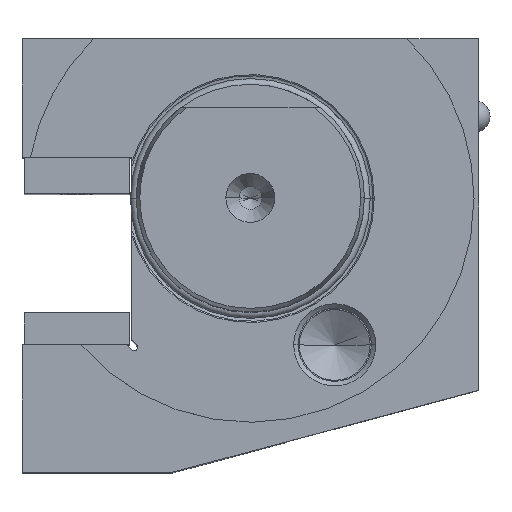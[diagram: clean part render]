
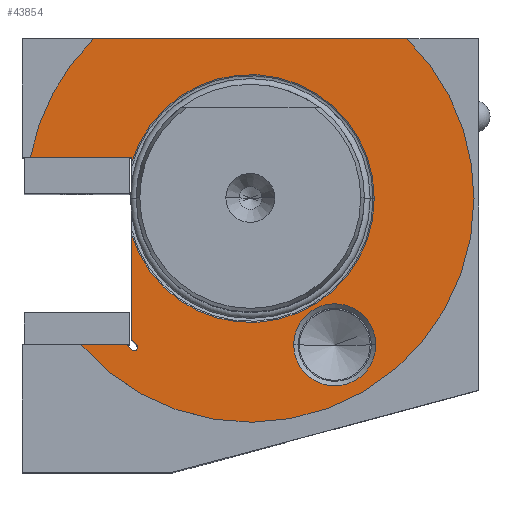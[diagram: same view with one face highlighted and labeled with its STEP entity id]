
A CAD part, top view. The second image highlights one B-rep face of the part: STEP entity #43854.
In plain terms, the highlighted planar face has unit normal (0, 0, 1).
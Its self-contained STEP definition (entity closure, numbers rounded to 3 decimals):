
#905 = LINE ( 'NONE', #62979, #908 ) ;
#908 = VECTOR ( 'NONE', #62989, 1000. ) ;
#953 = LINE ( 'NONE', #57057, #1067 ) ;
#958 = CIRCLE ( 'NONE', #9112, 0.75 ) ;
#964 = VECTOR ( 'NONE', #57119, 1000. ) ;
#987 = VECTOR ( 'NONE', #57106, 1000. ) ;
#991 = LINE ( 'NONE', #57070, #1009 ) ;
#994 = VECTOR ( 'NONE', #57108, 1000. ) ;
#1002 = LINE ( 'NONE', #57099, #987 ) ;
#1009 = VECTOR ( 'NONE', #57081, 1000. ) ;
#1030 = LINE ( 'NONE', #57133, #964 ) ;
#1031 = CIRCLE ( 'NONE', #9099, 49. ) ;
#1042 = LINE ( 'NONE', #57087, #1047 ) ;
#1047 = VECTOR ( 'NONE', #57098, 1000. ) ;
#1060 = LINE ( 'NONE', #57094, #994 ) ;
#1067 = VECTOR ( 'NONE', #57051, 1000. ) ;
#1117 = CIRCLE ( 'NONE', #9111, 9. ) ;
#1171 = CIRCLE ( 'NONE', #9092, 49. ) ;
#1672 = CIRCLE ( 'NONE', #72443, 27.15 ) ;
#4922 = DIRECTION ( 'NONE',  ( 0., 0., 1. ) ) ;
#4945 = CARTESIAN_POINT ( 'NONE',  ( 0., 0., -78. ) ) ;
#4957 = DIRECTION ( 'NONE',  ( 1., 0., 0. ) ) ;
#4998 = DIRECTION ( 'NONE',  ( 1., 0., 0. ) ) ;
#5010 = DIRECTION ( 'NONE',  ( 0., 0., 1. ) ) ;
#5032 = CARTESIAN_POINT ( 'NONE',  ( 0., 0., -78. ) ) ;
#8922 = CARTESIAN_POINT ( 'NONE',  ( 18.5, -32.043, -78. ) ) ;
#8928 = DIRECTION ( 'NONE',  ( 0., 0., -1. ) ) ;
#8931 = DIRECTION ( 'NONE',  ( -1., 0., 0. ) ) ;
#9092 = AXIS2_PLACEMENT_3D ( 'NONE', #57140, #57149, #57137 ) ;
#9099 = AXIS2_PLACEMENT_3D ( 'NONE', #56969, #56996, #56982 ) ;
#9111 = AXIS2_PLACEMENT_3D ( 'NONE', #57186, #57188, #57194 ) ;
#9112 = AXIS2_PLACEMENT_3D ( 'NONE', #57059, #57053, #57023 ) ;
#9121 = AXIS2_PLACEMENT_3D ( 'NONE', #8922, #8928, #8931 ) ;
#9153 = AXIS2_PLACEMENT_3D ( 'NONE', #5032, #5010, #4998 ) ;
#9160 = AXIS2_PLACEMENT_3D ( 'NONE', #4945, #4922, #4957 ) ;
#9220 = CARTESIAN_POINT ( 'NONE',  ( -27.061, -32., -78. ) ) ;
#9813 = CARTESIAN_POINT ( 'NONE',  ( -24.904, -32.035, -78. ) ) ;
#9831 = CARTESIAN_POINT ( 'NONE',  ( -34.293, 35., -78. ) ) ;
#9835 = CARTESIAN_POINT ( 'NONE',  ( -25.965, -33.096, -78. ) ) ;
#9841 = CARTESIAN_POINT ( 'NONE',  ( -26., 9., -78. ) ) ;
#9878 = CARTESIAN_POINT ( 'NONE',  ( 34.293, 35., -78. ) ) ;
#9903 = CARTESIAN_POINT ( 'NONE',  ( -26., -30.939, -78. ) ) ;
#9905 = CARTESIAN_POINT ( 'NONE',  ( -48.166, 9., -78. ) ) ;
#9915 = CARTESIAN_POINT ( 'NONE',  ( -26., -7.818, -78. ) ) ;
#11176 = FACE_BOUND ( 'NONE', #20257, .T. ) ;
#11217 = FACE_OUTER_BOUND ( 'NONE', #20245, .T. ) ;
#18260 = CARTESIAN_POINT ( 'NONE',  ( 9.5, -32.043, -78. ) ) ;
#18261 = CARTESIAN_POINT ( 'NONE',  ( 27.5, -32.043, -78. ) ) ;
#18269 = CARTESIAN_POINT ( 'NONE',  ( 49., 0., -78. ) ) ;
#18290 = CARTESIAN_POINT ( 'NONE',  ( -37.108, -32., -78. ) ) ;
#18316 = CARTESIAN_POINT ( 'NONE',  ( -26., 7.818, -78. ) ) ;
#18343 = CARTESIAN_POINT ( 'NONE',  ( 27.15, 0., -78. ) ) ;
#20245 = EDGE_LOOP ( 'NONE', ( #38859, #38857, #38831, #38836, #38856, #38876, #38872, #38824, #38852, #38926, #38806, #38896, #38892 ) ) ;
#20257 = EDGE_LOOP ( 'NONE', ( #38865, #38832 ) ) ;
#25908 = VERTEX_POINT ( 'NONE', #9841 ) ;
#25932 = VERTEX_POINT ( 'NONE', #9905 ) ;
#25934 = VERTEX_POINT ( 'NONE', #9831 ) ;
#25946 = VERTEX_POINT ( 'NONE', #9813 ) ;
#25969 = VERTEX_POINT ( 'NONE', #9835 ) ;
#25990 = VERTEX_POINT ( 'NONE', #9878 ) ;
#25991 = DIRECTION ( 'NONE',  ( 0., 0., 1. ) ) ;
#26002 = VERTEX_POINT ( 'NONE', #9903 ) ;
#26021 = VERTEX_POINT ( 'NONE', #9915 ) ;
#26022 = CARTESIAN_POINT ( 'NONE',  ( 0., 0., -78. ) ) ;
#26040 = DIRECTION ( 'NONE',  ( 1., 0., 0. ) ) ;
#26073 = VERTEX_POINT ( 'NONE', #9220 ) ;
#28526 = EDGE_CURVE ( 'NONE', #32318, #32288, #42331, .T. ) ;
#28720 = EDGE_CURVE ( 'NONE', #32513, #32468, #42413, .T. ) ;
#28771 = EDGE_CURVE ( 'NONE', #32563, #32505, #42420, .T. ) ;
#29347 = EDGE_CURVE ( 'NONE', #25908, #25932, #905, .T. ) ;
#29410 = EDGE_CURVE ( 'NONE', #32468, #25990, #1031, .T. ) ;
#29419 = EDGE_CURVE ( 'NONE', #25946, #25969, #958, .T. ) ;
#29421 = EDGE_CURVE ( 'NONE', #32513, #26073, #953, .T. ) ;
#29426 = EDGE_CURVE ( 'NONE', #25934, #25990, #1042, .T. ) ;
#29429 = EDGE_CURVE ( 'NONE', #25946, #26002, #1002, .T. ) ;
#29431 = EDGE_CURVE ( 'NONE', #25969, #26073, #1060, .T. ) ;
#29439 = EDGE_CURVE ( 'NONE', #26002, #26021, #991, .T. ) ;
#29445 = EDGE_CURVE ( 'NONE', #32505, #25908, #1030, .T. ) ;
#29450 = EDGE_CURVE ( 'NONE', #25934, #25932, #1171, .T. ) ;
#29456 = EDGE_CURVE ( 'NONE', #32288, #32318, #1117, .T. ) ;
#29526 = EDGE_CURVE ( 'NONE', #26021, #32563, #1672, .T. ) ;
#32288 = VERTEX_POINT ( 'NONE', #18260 ) ;
#32318 = VERTEX_POINT ( 'NONE', #18261 ) ;
#32468 = VERTEX_POINT ( 'NONE', #18269 ) ;
#32505 = VERTEX_POINT ( 'NONE', #18316 ) ;
#32513 = VERTEX_POINT ( 'NONE', #18290 ) ;
#32563 = VERTEX_POINT ( 'NONE', #18343 ) ;
#38806 = ORIENTED_EDGE ( 'NONE', *, *, #28771, .F. ) ;
#38824 = ORIENTED_EDGE ( 'NONE', *, *, #29450, .T. ) ;
#38831 = ORIENTED_EDGE ( 'NONE', *, *, #29431, .T. ) ;
#38832 = ORIENTED_EDGE ( 'NONE', *, *, #29456, .T. ) ;
#38836 = ORIENTED_EDGE ( 'NONE', *, *, #29421, .F. ) ;
#38852 = ORIENTED_EDGE ( 'NONE', *, *, #29347, .F. ) ;
#38856 = ORIENTED_EDGE ( 'NONE', *, *, #28720, .T. ) ;
#38857 = ORIENTED_EDGE ( 'NONE', *, *, #29419, .T. ) ;
#38859 = ORIENTED_EDGE ( 'NONE', *, *, #29429, .F. ) ;
#38865 = ORIENTED_EDGE ( 'NONE', *, *, #28526, .T. ) ;
#38872 = ORIENTED_EDGE ( 'NONE', *, *, #29426, .F. ) ;
#38876 = ORIENTED_EDGE ( 'NONE', *, *, #29410, .T. ) ;
#38892 = ORIENTED_EDGE ( 'NONE', *, *, #29439, .F. ) ;
#38896 = ORIENTED_EDGE ( 'NONE', *, *, #29526, .F. ) ;
#38926 = ORIENTED_EDGE ( 'NONE', *, *, #29445, .F. ) ;
#39058 = PLANE ( 'NONE',  #72935 ) ;
#39060 = DIRECTION ( 'NONE',  ( 0., 0., -1. ) ) ;
#39083 = CARTESIAN_POINT ( 'NONE',  ( 0., 27.15, -78. ) ) ;
#39086 = DIRECTION ( 'NONE',  ( -1., 0., 0. ) ) ;
#42331 = CIRCLE ( 'NONE', #9121, 9. ) ;
#42413 = CIRCLE ( 'NONE', #9160, 49. ) ;
#42420 = CIRCLE ( 'NONE', #9153, 27.15 ) ;
#43854 = ADVANCED_FACE ( 'NONE', ( #11176, #11217 ), #39058, .F. ) ;
#56969 = CARTESIAN_POINT ( 'NONE',  ( 0., 0., -78. ) ) ;
#56982 = DIRECTION ( 'NONE',  ( 1., 0., 0. ) ) ;
#56996 = DIRECTION ( 'NONE',  ( 0., 0., 1. ) ) ;
#57023 = DIRECTION ( 'NONE',  ( -1., 0., 0. ) ) ;
#57051 = DIRECTION ( 'NONE',  ( 1., 0., 0. ) ) ;
#57053 = DIRECTION ( 'NONE',  ( 0., 0., -1. ) ) ;
#57057 = CARTESIAN_POINT ( 'NONE',  ( 0., -32., -78. ) ) ;
#57059 = CARTESIAN_POINT ( 'NONE',  ( -25.434, -32.566, -78. ) ) ;
#57070 = CARTESIAN_POINT ( 'NONE',  ( -26., 27.15, -78. ) ) ;
#57081 = DIRECTION ( 'NONE',  ( 0., 1., 0. ) ) ;
#57087 = CARTESIAN_POINT ( 'NONE',  ( 0., 35., -78. ) ) ;
#57094 = CARTESIAN_POINT ( 'NONE',  ( -43.105, -15.955, -78. ) ) ;
#57098 = DIRECTION ( 'NONE',  ( 1., 0., 0. ) ) ;
#57099 = CARTESIAN_POINT ( 'NONE',  ( -42.045, -14.895, -78. ) ) ;
#57106 = DIRECTION ( 'NONE',  ( -0.707, 0.707, 0. ) ) ;
#57108 = DIRECTION ( 'NONE',  ( -0.707, 0.707, 0. ) ) ;
#57119 = DIRECTION ( 'NONE',  ( 0., 1., 0. ) ) ;
#57133 = CARTESIAN_POINT ( 'NONE',  ( -26., 27.15, -78. ) ) ;
#57137 = DIRECTION ( 'NONE',  ( 1., 0., 0. ) ) ;
#57140 = CARTESIAN_POINT ( 'NONE',  ( 0., 0., -78. ) ) ;
#57149 = DIRECTION ( 'NONE',  ( 0., 0., 1. ) ) ;
#57186 = CARTESIAN_POINT ( 'NONE',  ( 18.5, -32.043, -78. ) ) ;
#57188 = DIRECTION ( 'NONE',  ( 0., 0., -1. ) ) ;
#57194 = DIRECTION ( 'NONE',  ( -1., 0., 0. ) ) ;
#62979 = CARTESIAN_POINT ( 'NONE',  ( 0., 9., -78. ) ) ;
#62989 = DIRECTION ( 'NONE',  ( -1., 0., 0. ) ) ;
#72443 = AXIS2_PLACEMENT_3D ( 'NONE', #26022, #25991, #26040 ) ;
#72935 = AXIS2_PLACEMENT_3D ( 'NONE', #39083, #39060, #39086 ) ;
